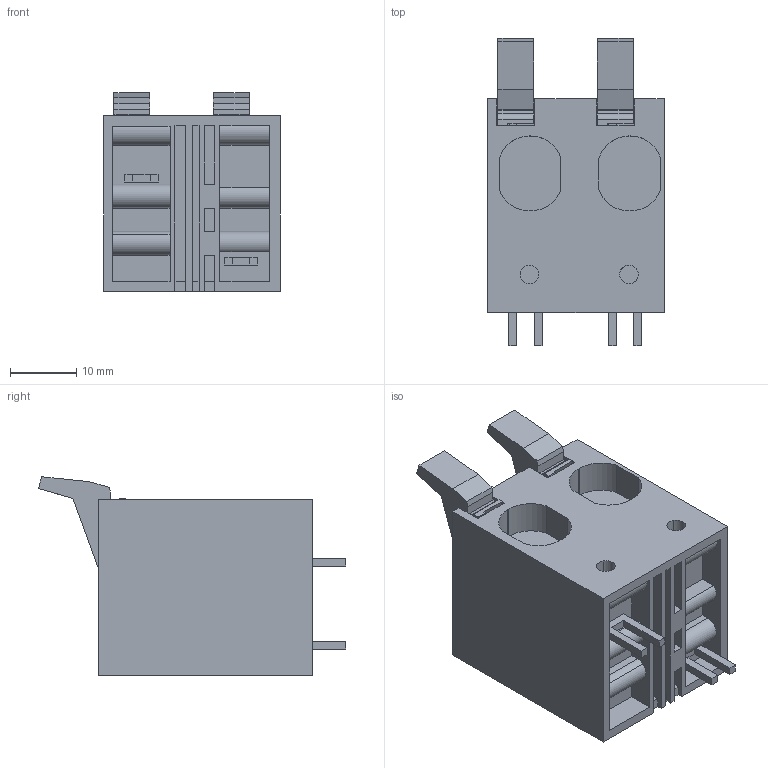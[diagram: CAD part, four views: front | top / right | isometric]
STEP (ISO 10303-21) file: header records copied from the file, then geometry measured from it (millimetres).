
FILE_DESCRIPTION(('CATIA V5R24 STEP','CAx-IF Rec.Pracs.--- Model Styling and Organization---1.2---2011-12-15'),'2;1');
FILE_NAME ('D1462836_0', '2017-06-27T06:45:48+00:00', ('Weidmueller Interface'), ('Weidmueller'), 'CATIA Version 5-6 Release 2014 SP4 HF52', 'CATIA V5 STEP AP214', 'none');
FILE_SCHEMA(('AUTOMOTIVE_DESIGN { 1 0 10303 214 1 1 1 1 }'));
Length unit declared in the file: millimetre
Products named in the file (1): 2492000000
Bounding box: 26.57 x 46.24 x 29.9 mm (x, y, z)
Volume: 18739.8 mm3; surface area: 8823.9 mm2
Topology: 5 solids, 5 shells, 179 faces, 477 edges, 318 vertices
Faces by surface type: plane 153, cylinder 26
Entity records: 5535 total; most frequent: CARTESIAN_POINT 966, ORIENTED_EDGE 954, DIRECTION 783, EDGE_CURVE 477, VECTOR 425, LINE 425, VERTEX_POINT 318, AXIS2_PLACEMENT_3D 205
